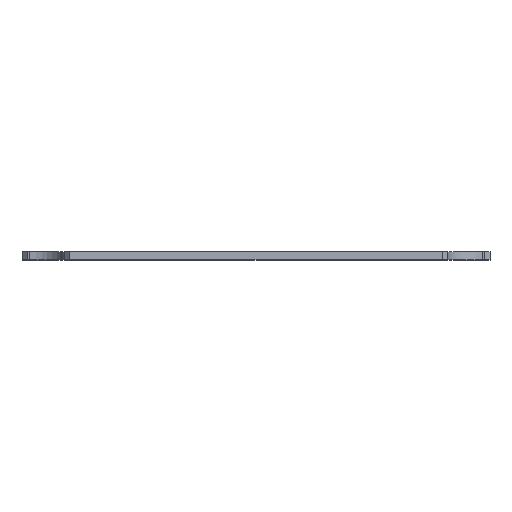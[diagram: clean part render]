
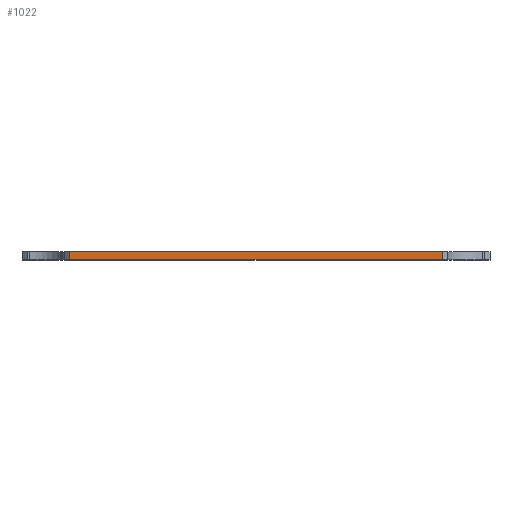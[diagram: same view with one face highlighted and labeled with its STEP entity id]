
A CAD part, top view. The second image highlights one B-rep face of the part: STEP entity #1022.
In plain terms, the highlighted planar face has unit normal (0, 0, 1).
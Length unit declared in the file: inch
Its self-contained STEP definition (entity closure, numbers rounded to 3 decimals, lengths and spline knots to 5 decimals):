
#9 = CARTESIAN_POINT ( 'NONE',  ( -1.45669, 0., 1.82224 ) ) ;
#17 = CARTESIAN_POINT ( 'NONE',  ( 1.45669, 0.064, 1.82224 ) ) ;
#35 = ORIENTED_EDGE ( 'NONE', *, *, #516, .T. ) ;
#57 = CARTESIAN_POINT ( 'NONE',  ( 0., 0.064, 1.82224 ) ) ;
#60 = CARTESIAN_POINT ( 'NONE',  ( 1.45669, 0., 1.82224 ) ) ;
#76 = VERTEX_POINT ( 'NONE', #17 ) ;
#102 = ORIENTED_EDGE ( 'NONE', *, *, #245, .F. ) ;
#109 = ORIENTED_EDGE ( 'NONE', *, *, #138, .T. ) ;
#134 = VERTEX_POINT ( 'NONE', #9 ) ;
#137 = DIRECTION ( 'NONE',  ( 1., 0., 0. ) ) ;
#138 = EDGE_CURVE ( 'NONE', #134, #484, #373, .T. ) ;
#147 = DIRECTION ( 'NONE',  ( 0., -1., 0. ) ) ;
#153 = FACE_OUTER_BOUND ( 'NONE', #377, .T. ) ;
#213 = ORIENTED_EDGE ( 'NONE', *, *, #1049, .F. ) ;
#245 = EDGE_CURVE ( 'NONE', #828, #76, #248, .T. ) ;
#248 = LINE ( 'NONE', #57, #821 ) ;
#326 = LINE ( 'NONE', #1064, #1086 ) ;
#330 = CARTESIAN_POINT ( 'NONE',  ( -1.45669, 0., 1.82224 ) ) ;
#373 = LINE ( 'NONE', #1021, #889 ) ;
#377 = EDGE_LOOP ( 'NONE', ( #35, #109, #213, #102 ) ) ;
#419 = PLANE ( 'NONE',  #531 ) ;
#484 = VERTEX_POINT ( 'NONE', #60 ) ;
#516 = EDGE_CURVE ( 'NONE', #828, #134, #1146, .T. ) ;
#531 = AXIS2_PLACEMENT_3D ( 'NONE', #785, #1142, #882 ) ;
#666 = CARTESIAN_POINT ( 'NONE',  ( -1.45669, 0.064, 1.82224 ) ) ;
#695 = DIRECTION ( 'NONE',  ( 0., -1., 0. ) ) ;
#777 = VECTOR ( 'NONE', #695, 39.37008 ) ;
#785 = CARTESIAN_POINT ( 'NONE',  ( -1.49606, 0., 1.82224 ) ) ;
#786 = DIRECTION ( 'NONE',  ( 1., 0., 0. ) ) ;
#821 = VECTOR ( 'NONE', #786, 39.37008 ) ;
#828 = VERTEX_POINT ( 'NONE', #666 ) ;
#882 = DIRECTION ( 'NONE',  ( 1., 0., 0. ) ) ;
#889 = VECTOR ( 'NONE', #137, 39.37008 ) ;
#1021 = CARTESIAN_POINT ( 'NONE',  ( -1.49606, 0., 1.82224 ) ) ;
#1022 = ADVANCED_FACE ( 'NONE', ( #153 ), #419, .T. ) ;
#1049 = EDGE_CURVE ( 'NONE', #76, #484, #326, .T. ) ;
#1064 = CARTESIAN_POINT ( 'NONE',  ( 1.45669, 0., 1.82224 ) ) ;
#1086 = VECTOR ( 'NONE', #147, 39.37008 ) ;
#1142 = DIRECTION ( 'NONE',  ( 0., 0., 1. ) ) ;
#1146 = LINE ( 'NONE', #330, #777 ) ;
